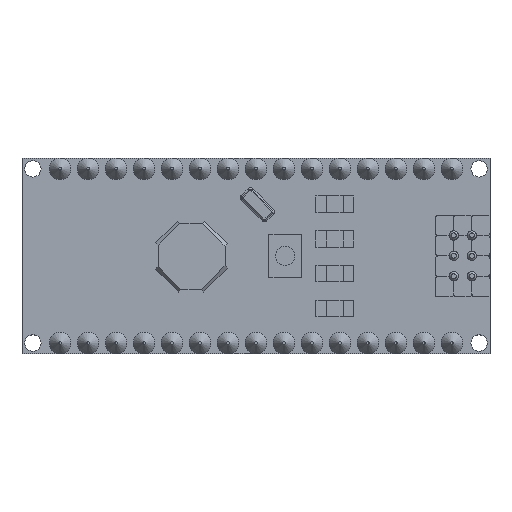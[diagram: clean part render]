
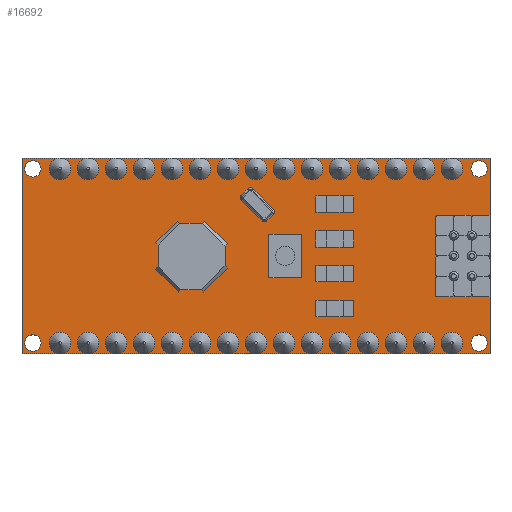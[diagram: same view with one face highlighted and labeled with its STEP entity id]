
A CAD part, top view. The second image highlights one B-rep face of the part: STEP entity #16692.
In plain terms, the highlighted planar face has unit normal (0, 0, 1).
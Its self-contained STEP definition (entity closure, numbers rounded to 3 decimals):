
#524=FACE_BOUND('',#2254,.T.);
#525=FACE_BOUND('',#2255,.T.);
#526=FACE_BOUND('',#2256,.T.);
#527=FACE_BOUND('',#2257,.T.);
#533=CIRCLE('',#17854,0.75);
#534=CIRCLE('',#17856,0.75);
#535=CIRCLE('',#17858,0.75);
#536=CIRCLE('',#17860,0.75);
#1193=FACE_OUTER_BOUND('',#2253,.T.);
#2253=EDGE_LOOP('',(#11015,#11016,#11017,#11018));
#2254=EDGE_LOOP('',(#11019));
#2255=EDGE_LOOP('',(#11020));
#2256=EDGE_LOOP('',(#11021));
#2257=EDGE_LOOP('',(#11022));
#3310=LINE('',#24800,#5118);
#3313=LINE('',#24806,#5121);
#3316=LINE('',#24810,#5124);
#3321=LINE('',#24828,#5129);
#5118=VECTOR('',#19571,10.);
#5121=VECTOR('',#19576,10.);
#5124=VECTOR('',#19581,10.);
#5129=VECTOR('',#19604,10.);
#6930=VERTEX_POINT('',#24798);
#6931=VERTEX_POINT('',#24799);
#6932=VERTEX_POINT('',#24804);
#6933=VERTEX_POINT('',#24805);
#6934=VERTEX_POINT('',#24812);
#6935=VERTEX_POINT('',#24816);
#6936=VERTEX_POINT('',#24820);
#6937=VERTEX_POINT('',#24824);
#8523=EDGE_CURVE('',#6930,#6931,#3310,.T.);
#8526=EDGE_CURVE('',#6932,#6933,#3313,.T.);
#8529=EDGE_CURVE('',#6931,#6932,#3316,.T.);
#8531=EDGE_CURVE('',#6934,#6934,#533,.T.);
#8533=EDGE_CURVE('',#6935,#6935,#534,.T.);
#8535=EDGE_CURVE('',#6936,#6936,#535,.T.);
#8537=EDGE_CURVE('',#6937,#6937,#536,.T.);
#8538=EDGE_CURVE('',#6933,#6930,#3321,.T.);
#11015=ORIENTED_EDGE('',*,*,#8538,.T.);
#11016=ORIENTED_EDGE('',*,*,#8523,.T.);
#11017=ORIENTED_EDGE('',*,*,#8529,.T.);
#11018=ORIENTED_EDGE('',*,*,#8526,.T.);
#11019=ORIENTED_EDGE('',*,*,#8531,.T.);
#11020=ORIENTED_EDGE('',*,*,#8533,.T.);
#11021=ORIENTED_EDGE('',*,*,#8535,.T.);
#11022=ORIENTED_EDGE('',*,*,#8537,.T.);
#15911=PLANE('',#17861);
#16692=ADVANCED_FACE('',(#1193,#524,#525,#526,#527),#15911,.T.);
#17854=AXIS2_PLACEMENT_3D('',#24814,#19585,#19586);
#17856=AXIS2_PLACEMENT_3D('',#24818,#19590,#19591);
#17858=AXIS2_PLACEMENT_3D('',#24822,#19595,#19596);
#17860=AXIS2_PLACEMENT_3D('',#24826,#19600,#19601);
#17861=AXIS2_PLACEMENT_3D('',#24827,#19602,#19603);
#19571=DIRECTION('',(-1.,0.,0.));
#19576=DIRECTION('',(1.,0.,0.));
#19581=DIRECTION('',(0.,-1.,0.));
#19585=DIRECTION('center_axis',(0.,0.,-1.));
#19586=DIRECTION('ref_axis',(1.,0.,0.));
#19590=DIRECTION('center_axis',(0.,0.,-1.));
#19591=DIRECTION('ref_axis',(1.,0.,0.));
#19595=DIRECTION('center_axis',(0.,0.,-1.));
#19596=DIRECTION('ref_axis',(1.,0.,0.));
#19600=DIRECTION('center_axis',(0.,0.,-1.));
#19601=DIRECTION('ref_axis',(1.,0.,0.));
#19602=DIRECTION('center_axis',(0.,0.,1.));
#19603=DIRECTION('ref_axis',(1.,0.,0.));
#19604=DIRECTION('',(0.,1.,0.));
#24798=CARTESIAN_POINT('',(43.,18.,0.));
#24799=CARTESIAN_POINT('',(0.,18.,0.));
#24800=CARTESIAN_POINT('',(43.,18.,0.));
#24804=CARTESIAN_POINT('',(0.,0.,0.));
#24805=CARTESIAN_POINT('',(43.,0.,0.));
#24806=CARTESIAN_POINT('',(0.,0.,0.));
#24810=CARTESIAN_POINT('',(0.,18.,0.));
#24812=CARTESIAN_POINT('',(0.25,17.,0.));
#24814=CARTESIAN_POINT('Origin',(1.,17.,0.));
#24816=CARTESIAN_POINT('',(0.25,1.,0.));
#24818=CARTESIAN_POINT('Origin',(1.,1.,0.));
#24820=CARTESIAN_POINT('',(41.25,17.,0.));
#24822=CARTESIAN_POINT('Origin',(42.,17.,0.));
#24824=CARTESIAN_POINT('',(41.25,1.,0.));
#24826=CARTESIAN_POINT('Origin',(42.,1.,0.));
#24827=CARTESIAN_POINT('Origin',(21.5,9.,0.));
#24828=CARTESIAN_POINT('',(43.,13.5,0.));
